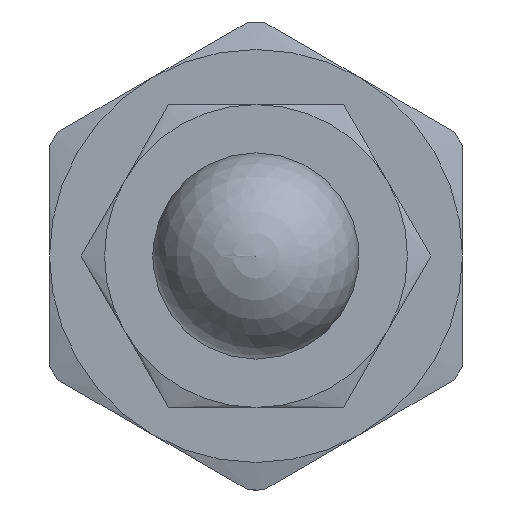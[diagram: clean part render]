
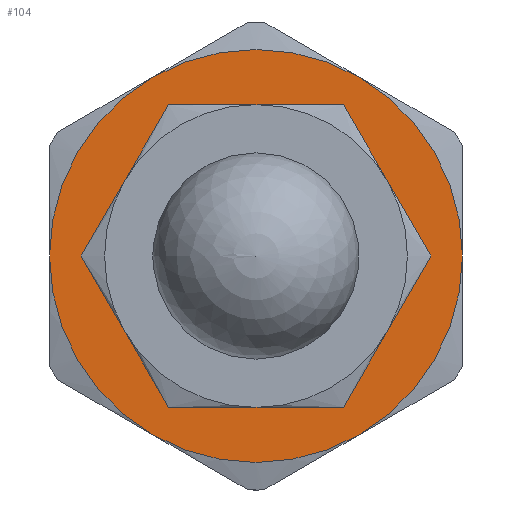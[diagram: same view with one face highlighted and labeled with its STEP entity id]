
A CAD part, left-side view. The second image highlights one B-rep face of the part: STEP entity #104.
In plain terms, the highlighted planar face has unit normal (-1, 0, 0).
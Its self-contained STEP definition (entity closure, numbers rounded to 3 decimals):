
#104 = ADVANCED_FACE( '', ( #246, #247 ), #248, .F. );
#246 = FACE_OUTER_BOUND( '', #434, .T. );
#247 = FACE_BOUND( '', #435, .T. );
#248 = PLANE( '', #436 );
#434 = EDGE_LOOP( '', ( #674, #675, #676, #677, #678, #679 ) );
#435 = EDGE_LOOP( '', ( #680 ) );
#436 = AXIS2_PLACEMENT_3D( '', #681, #682, #683 );
#674 = ORIENTED_EDGE( '', *, *, #1083, .F. );
#675 = ORIENTED_EDGE( '', *, *, #1071, .F. );
#676 = ORIENTED_EDGE( '', *, *, #1085, .F. );
#677 = ORIENTED_EDGE( '', *, *, #1086, .F. );
#678 = ORIENTED_EDGE( '', *, *, #1033, .F. );
#679 = ORIENTED_EDGE( '', *, *, #1045, .F. );
#680 = ORIENTED_EDGE( '', *, *, #1087, .T. );
#681 = CARTESIAN_POINT( '', ( 95., 0., 0. ) );
#682 = DIRECTION( '', ( 1., 0., 0. ) );
#683 = DIRECTION( '', ( 0., 0., -1. ) );
#1033 = EDGE_CURVE( '', #1205, #1201, #1207, .T. );
#1045 = EDGE_CURVE( '', #1225, #1205, #1227, .T. );
#1071 = EDGE_CURVE( '', #1270, #1266, #1272, .T. );
#1083 = EDGE_CURVE( '', #1266, #1225, #1289, .T. );
#1085 = EDGE_CURVE( '', #1246, #1270, #1291, .T. );
#1086 = EDGE_CURVE( '', #1201, #1246, #1292, .T. );
#1087 = EDGE_CURVE( '', #1293, #1293, #1294, .T. );
#1201 = VERTEX_POINT( '', #1441 );
#1205 = VERTEX_POINT( '', #1450 );
#1207 = CIRCLE( '', #1457, 15. );
#1225 = VERTEX_POINT( '', #1490 );
#1227 = CIRCLE( '', #1497, 15. );
#1246 = VERTEX_POINT( '', #1536 );
#1266 = VERTEX_POINT( '', #1590 );
#1270 = VERTEX_POINT( '', #1599 );
#1272 = CIRCLE( '', #1606, 15. );
#1289 = CIRCLE( '', #1640, 15. );
#1291 = CIRCLE( '', #1642, 15. );
#1292 = CIRCLE( '', #1643, 15. );
#1293 = VERTEX_POINT( '', #1644 );
#1294 = CIRCLE( '', #1645, 10. );
#1441 = CARTESIAN_POINT( '', ( 95., -15., 0. ) );
#1450 = CARTESIAN_POINT( '', ( 95., -7.5, 12.99 ) );
#1457 = AXIS2_PLACEMENT_3D( '', #1940, #1941, #1942 );
#1490 = CARTESIAN_POINT( '', ( 95., 7.5, 12.99 ) );
#1497 = AXIS2_PLACEMENT_3D( '', #1955, #1956, #1957 );
#1536 = CARTESIAN_POINT( '', ( 95., -7.5, -12.99 ) );
#1590 = CARTESIAN_POINT( '', ( 95., 15., 0. ) );
#1599 = CARTESIAN_POINT( '', ( 95., 7.5, -12.99 ) );
#1606 = AXIS2_PLACEMENT_3D( '', #1974, #1975, #1976 );
#1640 = AXIS2_PLACEMENT_3D( '', #1988, #1989, #1990 );
#1642 = AXIS2_PLACEMENT_3D( '', #1991, #1992, #1993 );
#1643 = AXIS2_PLACEMENT_3D( '', #1994, #1995, #1996 );
#1644 = CARTESIAN_POINT( '', ( 95., 0., -10. ) );
#1645 = AXIS2_PLACEMENT_3D( '', #1997, #1998, #1999 );
#1940 = CARTESIAN_POINT( '', ( 95., 0., 0. ) );
#1941 = DIRECTION( '', ( 1., 0., 0. ) );
#1942 = DIRECTION( '', ( 0., 0., -1. ) );
#1955 = CARTESIAN_POINT( '', ( 95., 0., 0. ) );
#1956 = DIRECTION( '', ( 1., 0., 0. ) );
#1957 = DIRECTION( '', ( 0., 0., -1. ) );
#1974 = CARTESIAN_POINT( '', ( 95., 0., 0. ) );
#1975 = DIRECTION( '', ( 1., 0., 0. ) );
#1976 = DIRECTION( '', ( 0., 0., -1. ) );
#1988 = CARTESIAN_POINT( '', ( 95., 0., 0. ) );
#1989 = DIRECTION( '', ( 1., 0., 0. ) );
#1990 = DIRECTION( '', ( 0., 0., -1. ) );
#1991 = CARTESIAN_POINT( '', ( 95., 0., 0. ) );
#1992 = DIRECTION( '', ( 1., 0., 0. ) );
#1993 = DIRECTION( '', ( 0., 0., -1. ) );
#1994 = CARTESIAN_POINT( '', ( 95., 0., 0. ) );
#1995 = DIRECTION( '', ( 1., 0., 0. ) );
#1996 = DIRECTION( '', ( 0., 0., -1. ) );
#1997 = CARTESIAN_POINT( '', ( 95., 0., 0. ) );
#1998 = DIRECTION( '', ( 1., 0., 0. ) );
#1999 = DIRECTION( '', ( 0., 0., -1. ) );
